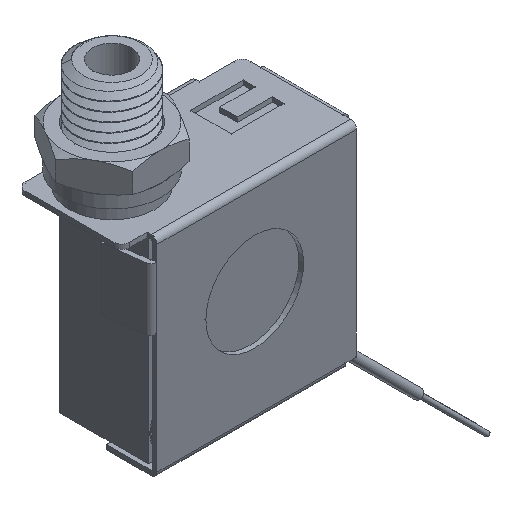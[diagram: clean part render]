
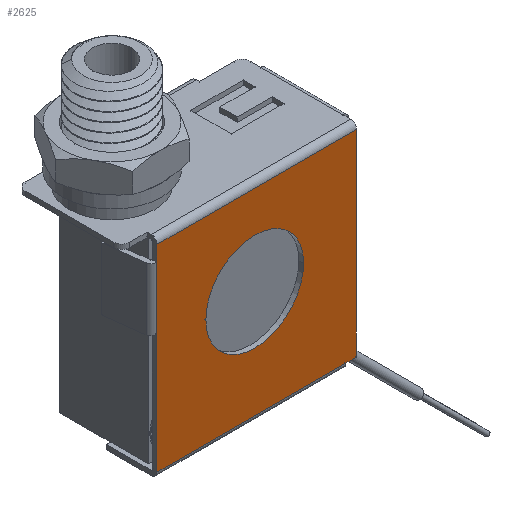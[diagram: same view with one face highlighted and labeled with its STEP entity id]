
A CAD part, isometric view. The second image highlights one B-rep face of the part: STEP entity #2625.
In plain terms, the highlighted planar face has unit normal (0, -1, 0).
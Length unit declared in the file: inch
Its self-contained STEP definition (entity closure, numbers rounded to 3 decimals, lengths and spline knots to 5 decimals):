
#51=DIRECTION('',(1.,0.,0.));
#52=VECTOR('',#51,0.483);
#53=CARTESIAN_POINT('',(-0.25,-0.249,-0.25729));
#54=LINE('',#53,#52);
#55=DIRECTION('',(0.,0.,1.));
#56=VECTOR('',#55,0.305);
#57=CARTESIAN_POINT('',(-0.25,-0.249,-0.25729));
#58=LINE('',#57,#56);
#59=DIRECTION('',(0.,0.,1.));
#60=VECTOR('',#59,0.16);
#61=CARTESIAN_POINT('',(-0.25,-0.249,0.04771));
#62=LINE('',#61,#60);
#63=CARTESIAN_POINT('',(0.,-0.249,0.01771));
#64=DIRECTION('',(0.,-1.,0.));
#65=DIRECTION('',(-1.,0.,0.));
#66=AXIS2_PLACEMENT_3D('',#63,#64,#65);
#68=CARTESIAN_POINT('',(0.,-0.249,0.01771));
#69=DIRECTION('',(0.,-1.,0.));
#70=DIRECTION('',(1.,0.,0.));
#71=AXIS2_PLACEMENT_3D('',#68,#69,#70);
#146=DIRECTION('',(0.,0.,-1.));
#147=VECTOR('',#146,0.03929);
#148=CARTESIAN_POINT('',(-0.25,-0.249,0.247));
#149=LINE('',#148,#147);
#187=DIRECTION('',(-1.,0.,0.));
#188=VECTOR('',#187,0.51);
#189=CARTESIAN_POINT('',(0.26,-0.249,0.247));
#190=LINE('',#189,#188);
#783=DIRECTION('',(0.,0.,1.));
#784=VECTOR('',#783,0.50429);
#785=CARTESIAN_POINT('',(0.26,-0.249,-0.25729));
#786=LINE('',#785,#784);
#809=DIRECTION('',(1.,0.,0.));
#810=VECTOR('',#809,0.027);
#811=CARTESIAN_POINT('',(0.233,-0.249,-0.25729));
#812=LINE('',#811,#810);
#2225=CARTESIAN_POINT('',(-0.25,-0.249,0.04771));
#2226=VERTEX_POINT('',#2225);
#2235=CARTESIAN_POINT('',(-0.25,-0.249,0.20771));
#2236=VERTEX_POINT('',#2235);
#2245=CARTESIAN_POINT('',(-0.25,-0.249,-0.25729));
#2246=CARTESIAN_POINT('',(0.233,-0.249,-0.25729));
#2247=VERTEX_POINT('',#2245);
#2248=VERTEX_POINT('',#2246);
#2249=CARTESIAN_POINT('',(-0.25,-0.249,0.247));
#2250=VERTEX_POINT('',#2249);
#2251=CARTESIAN_POINT('',(0.26,-0.249,-0.25729));
#2252=CARTESIAN_POINT('',(0.26,-0.249,0.247));
#2253=VERTEX_POINT('',#2251);
#2254=VERTEX_POINT('',#2252);
#2255=CARTESIAN_POINT('',(-0.125,-0.249,0.01771));
#2256=CARTESIAN_POINT('',(0.125,-0.249,0.01771));
#2257=VERTEX_POINT('',#2255);
#2258=VERTEX_POINT('',#2256);
#2600=CARTESIAN_POINT('',(0.005,-0.249,-0.00514));
#2601=DIRECTION('',(0.,1.,0.));
#2602=DIRECTION('',(-1.,0.,0.));
#2603=AXIS2_PLACEMENT_3D('',#2600,#2601,#2602);
#2604=PLANE('',#2603);
#2605=ORIENTED_EDGE('',*,*,#2593,.F.);
#2606=ORIENTED_EDGE('',*,*,#2500,.T.);
#2608=ORIENTED_EDGE('',*,*,#2607,.T.);
#2610=ORIENTED_EDGE('',*,*,#2609,.F.);
#2612=ORIENTED_EDGE('',*,*,#2611,.F.);
#2614=ORIENTED_EDGE('',*,*,#2613,.F.);
#2616=ORIENTED_EDGE('',*,*,#2615,.F.);
#2617=EDGE_LOOP('',(#2605,#2606,#2608,#2610,#2612,#2614,#2616));
#2618=FACE_OUTER_BOUND('',#2617,.F.);
#2620=ORIENTED_EDGE('',*,*,#2619,.T.);
#2622=ORIENTED_EDGE('',*,*,#2621,.T.);
#2623=EDGE_LOOP('',(#2620,#2622));
#2624=FACE_BOUND('',#2623,.F.);
#2625=ADVANCED_FACE('',(#2618,#2624),#2604,.F.);
#67=CIRCLE('',#66,0.125);
#72=CIRCLE('',#71,0.125);
#2500=EDGE_CURVE('',#2247,#2226,#58,.T.);
#2593=EDGE_CURVE('',#2247,#2248,#54,.T.);
#2607=EDGE_CURVE('',#2226,#2236,#62,.T.);
#2609=EDGE_CURVE('',#2250,#2236,#149,.T.);
#2611=EDGE_CURVE('',#2254,#2250,#190,.T.);
#2613=EDGE_CURVE('',#2253,#2254,#786,.T.);
#2615=EDGE_CURVE('',#2248,#2253,#812,.T.);
#2619=EDGE_CURVE('',#2257,#2258,#67,.T.);
#2621=EDGE_CURVE('',#2258,#2257,#72,.T.);
